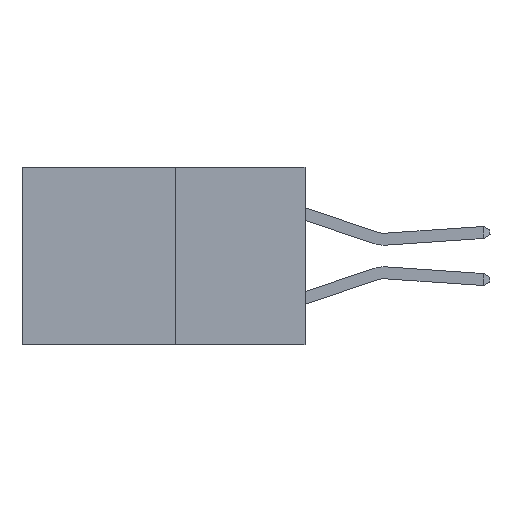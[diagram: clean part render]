
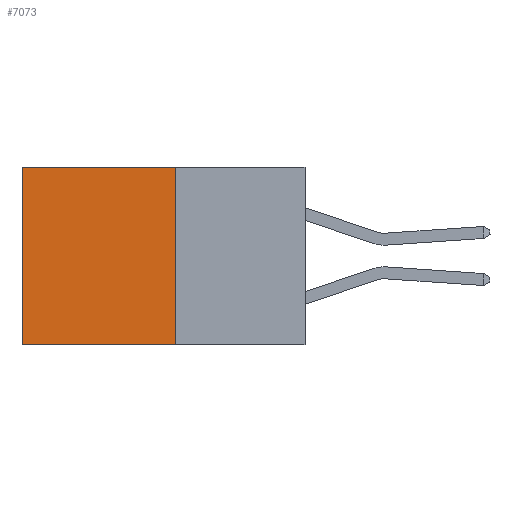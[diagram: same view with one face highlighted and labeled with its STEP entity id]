
A CAD part, left-side view. The second image highlights one B-rep face of the part: STEP entity #7073.
In plain terms, the highlighted planar face has unit normal (-1, 0, 0).
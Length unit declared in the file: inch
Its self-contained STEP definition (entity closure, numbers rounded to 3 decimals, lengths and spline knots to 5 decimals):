
#153 = DIRECTION ( 'NONE',  ( 0., 0., -1. ) ) ;
#390 = VECTOR ( 'NONE', #7501, 39.37008 ) ;
#904 = CARTESIAN_POINT ( 'NONE',  ( 0.277, 0.59, 0. ) ) ;
#1163 = EDGE_LOOP ( 'NONE', ( #12864, #10366, #1790, #14175 ) ) ;
#1179 = CARTESIAN_POINT ( 'NONE',  ( 0.277, 0.27, -0.37 ) ) ;
#1790 = ORIENTED_EDGE ( 'NONE', *, *, #9471, .F. ) ;
#1859 = DIRECTION ( 'NONE',  ( 0., 0., -1. ) ) ;
#2282 = EDGE_CURVE ( 'NONE', #3077, #3672, #5665, .T. ) ;
#2573 = VECTOR ( 'NONE', #4377, 39.37008 ) ;
#2643 = CARTESIAN_POINT ( 'NONE',  ( 0.277, 0.59, -0.37 ) ) ;
#2928 = EDGE_CURVE ( 'NONE', #6680, #3672, #3480, .T. ) ;
#3077 = VERTEX_POINT ( 'NONE', #904 ) ;
#3480 = LINE ( 'NONE', #4646, #390 ) ;
#3672 = VERTEX_POINT ( 'NONE', #10873 ) ;
#4377 = DIRECTION ( 'NONE',  ( 0., 0., -1. ) ) ;
#4646 = CARTESIAN_POINT ( 'NONE',  ( 0.277, 0.27, -0.37 ) ) ;
#5132 = FACE_OUTER_BOUND ( 'NONE', #1163, .T. ) ;
#5296 = CARTESIAN_POINT ( 'NONE',  ( 0.277, 0.27, -0.37 ) ) ;
#5665 = LINE ( 'NONE', #2643, #2573 ) ;
#6680 = VERTEX_POINT ( 'NONE', #1179 ) ;
#7073 = ADVANCED_FACE ( 'NONE', ( #5132 ), #7538, .F. ) ;
#7501 = DIRECTION ( 'NONE',  ( 0., 1., 0. ) ) ;
#7538 = PLANE ( 'NONE',  #12231 ) ;
#7962 = VECTOR ( 'NONE', #153, 39.37008 ) ;
#8606 = DIRECTION ( 'NONE',  ( 1., 0., 0. ) ) ;
#8785 = LINE ( 'NONE', #11835, #14138 ) ;
#9471 = EDGE_CURVE ( 'NONE', #13876, #6680, #10830, .T. ) ;
#10366 = ORIENTED_EDGE ( 'NONE', *, *, #2928, .F. ) ;
#10830 = LINE ( 'NONE', #11286, #7962 ) ;
#10873 = CARTESIAN_POINT ( 'NONE',  ( 0.277, 0.59, -0.37 ) ) ;
#11286 = CARTESIAN_POINT ( 'NONE',  ( 0.277, 0.27, -0.37 ) ) ;
#11835 = CARTESIAN_POINT ( 'NONE',  ( 0.277, 0.27, 0. ) ) ;
#12231 = AXIS2_PLACEMENT_3D ( 'NONE', #5296, #8606, #1859 ) ;
#12249 = CARTESIAN_POINT ( 'NONE',  ( 0.277, 0.27, 0. ) ) ;
#12864 = ORIENTED_EDGE ( 'NONE', *, *, #2282, .T. ) ;
#13603 = EDGE_CURVE ( 'NONE', #13876, #3077, #8785, .T. ) ;
#13876 = VERTEX_POINT ( 'NONE', #12249 ) ;
#13957 = DIRECTION ( 'NONE',  ( 0., 1., 0. ) ) ;
#14138 = VECTOR ( 'NONE', #13957, 39.37008 ) ;
#14175 = ORIENTED_EDGE ( 'NONE', *, *, #13603, .T. ) ;
